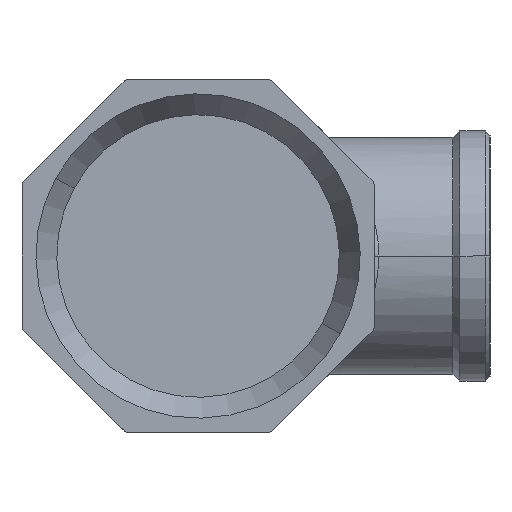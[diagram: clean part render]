
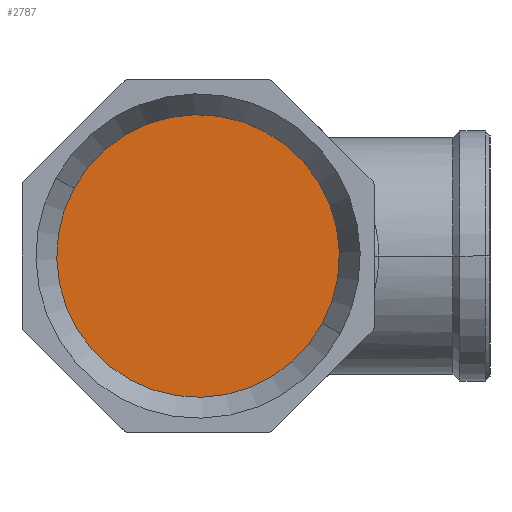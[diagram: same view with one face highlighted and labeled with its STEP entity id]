
A CAD part, left-side view. The second image highlights one B-rep face of the part: STEP entity #2787.
In plain terms, the highlighted planar face has unit normal (-1, 0, 0).
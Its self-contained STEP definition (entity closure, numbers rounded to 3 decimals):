
#1912=CARTESIAN_POINT('Vertex',(-17.,13.383,7.311)) ;
#1915=CARTESIAN_POINT('Axis2P3D Location',(-17.,0.,0.)) ;
#1919=CARTESIAN_POINT('Vertex',(-17.,-13.383,-7.311)) ;
#1934=CARTESIAN_POINT('Axis2P3D Location',(-17.,0.,0.)) ;
#2778=CARTESIAN_POINT('Axis2P3D Location',(-17.,15.25,0.)) ;
#1916=DIRECTION('Axis2P3D Direction',(1.,0.,0.)) ;
#1935=DIRECTION('Axis2P3D Direction',(1.,0.,0.)) ;
#2779=DIRECTION('Axis2P3D Direction',(1.,0.,0.)) ;
#2780=DIRECTION('Axis2P3D XDirection',(0.,1.,0.)) ;
#1917=AXIS2_PLACEMENT_3D('Circle Axis2P3D',#1915,#1916,$) ;
#1936=AXIS2_PLACEMENT_3D('Circle Axis2P3D',#1934,#1935,$) ;
#2781=AXIS2_PLACEMENT_3D('Plane Axis2P3D',#2778,#2779,#2780) ;
#1918=CIRCLE('generated circle',#1917,15.25) ;
#1937=CIRCLE('generated circle',#1936,15.25) ;
#2782=PLANE('',#2781) ;
#1921=EDGE_CURVE('',#1913,#1920,#1918,.T.) ;
#1938=EDGE_CURVE('',#1920,#1913,#1937,.T.) ;
#2784=ORIENTED_EDGE('',*,*,#1921,.F.) ;
#2785=ORIENTED_EDGE('',*,*,#1938,.F.) ;
#2783=EDGE_LOOP('',(#2784,#2785)) ;
#1913=VERTEX_POINT('',#1912) ;
#1920=VERTEX_POINT('',#1919) ;
#2787=ADVANCED_FACE('PartBody',(#2786),#2782,.F.) ;
#2786=FACE_OUTER_BOUND('',#2783,.T.) ;
